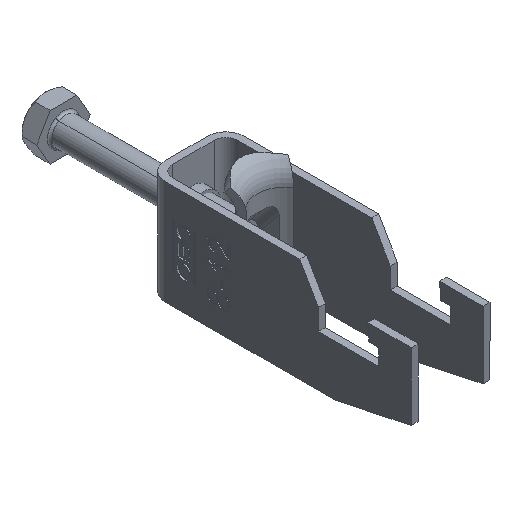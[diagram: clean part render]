
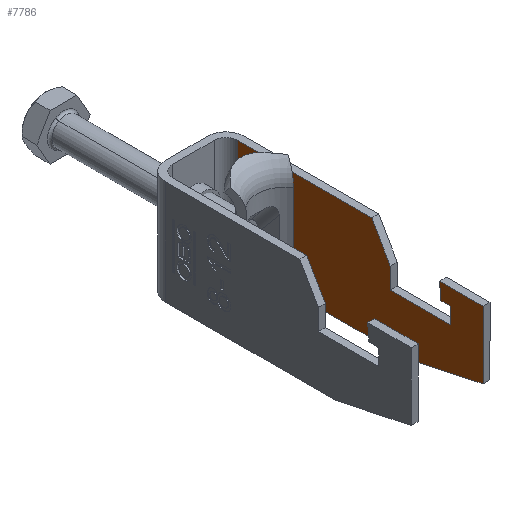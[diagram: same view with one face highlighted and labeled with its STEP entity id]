
A CAD part, isometric view. The second image highlights one B-rep face of the part: STEP entity #7786.
In plain terms, the highlighted planar face has unit normal (-1, 0, 0).
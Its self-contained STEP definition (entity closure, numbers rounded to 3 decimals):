
#23 = CARTESIAN_POINT ( 'NONE',  ( 7., -32.959, 11.25 ) ) ;
#132 = VERTEX_POINT ( 'NONE', #6079 ) ;
#188 = LINE ( 'NONE', #6185, #4446 ) ;
#322 = DIRECTION ( 'NONE',  ( 0., 1., 0. ) ) ;
#494 = VECTOR ( 'NONE', #7168, 1000. ) ;
#665 = VECTOR ( 'NONE', #2660, 1000. ) ;
#743 = FACE_OUTER_BOUND ( 'NONE', #6814, .T. ) ;
#769 = CARTESIAN_POINT ( 'NONE',  ( 7., -4., -11.25 ) ) ;
#885 = LINE ( 'NONE', #8579, #3338 ) ;
#1005 = ORIENTED_EDGE ( 'NONE', *, *, #5491, .T. ) ;
#1054 = CARTESIAN_POINT ( 'NONE',  ( 7., -40.642, -11.25 ) ) ;
#1065 = LINE ( 'NONE', #2551, #494 ) ;
#1163 = CARTESIAN_POINT ( 'NONE',  ( 7., -58.712, -33.356 ) ) ;
#1252 = VERTEX_POINT ( 'NONE', #7099 ) ;
#1260 = LINE ( 'NONE', #6777, #4752 ) ;
#1261 = ORIENTED_EDGE ( 'NONE', *, *, #8341, .T. ) ;
#1493 = VECTOR ( 'NONE', #7216, 1000. ) ;
#1669 = EDGE_CURVE ( 'NONE', #3617, #1825, #8246, .T. ) ;
#1680 = VERTEX_POINT ( 'NONE', #5256 ) ;
#1692 = VERTEX_POINT ( 'NONE', #3027 ) ;
#1734 = DIRECTION ( 'NONE',  ( 0., 1., 0. ) ) ;
#1825 = VERTEX_POINT ( 'NONE', #8765 ) ;
#1835 = DIRECTION ( 'NONE',  ( -1., 0., 0. ) ) ;
#2090 = VECTOR ( 'NONE', #6218, 1000. ) ;
#2517 = VERTEX_POINT ( 'NONE', #8643 ) ;
#2551 = CARTESIAN_POINT ( 'NONE',  ( 7., -97., -11.25 ) ) ;
#2557 = LINE ( 'NONE', #1163, #665 ) ;
#2660 = DIRECTION ( 'NONE',  ( 0., 0.5, 0.866 ) ) ;
#2843 = CARTESIAN_POINT ( 'NONE',  ( 7., -97., 3.25 ) ) ;
#2937 = EDGE_CURVE ( 'NONE', #2517, #1680, #4913, .T. ) ;
#3000 = DIRECTION ( 'NONE',  ( 0., -0.978, 0.208 ) ) ;
#3027 = CARTESIAN_POINT ( 'NONE',  ( 7., -37., 4.25 ) ) ;
#3044 = DIRECTION ( 'NONE',  ( 0., 1., 0. ) ) ;
#3160 = ORIENTED_EDGE ( 'NONE', *, *, #5273, .T. ) ;
#3338 = VECTOR ( 'NONE', #7732, 1000. ) ;
#3617 = VERTEX_POINT ( 'NONE', #8587 ) ;
#3764 = CARTESIAN_POINT ( 'NONE',  ( 7., -49.538, -15.402 ) ) ;
#4019 = VECTOR ( 'NONE', #8612, 1000. ) ;
#4211 = DIRECTION ( 'NONE',  ( 0., -1., 0. ) ) ;
#4284 = DIRECTION ( 'NONE',  ( 0., 0., -1. ) ) ;
#4446 = VECTOR ( 'NONE', #1734, 1000. ) ;
#4458 = DIRECTION ( 'NONE',  ( 0., -0.087, -0.996 ) ) ;
#4646 = VECTOR ( 'NONE', #3044, 1000. ) ;
#4752 = VECTOR ( 'NONE', #4284, 1000. ) ;
#4891 = ORIENTED_EDGE ( 'NONE', *, *, #5079, .T. ) ;
#4902 = CARTESIAN_POINT ( 'NONE',  ( 7., -57., -7.773 ) ) ;
#4913 = LINE ( 'NONE', #6501, #1493 ) ;
#4929 = VECTOR ( 'NONE', #3000, 1000. ) ;
#5079 = EDGE_CURVE ( 'NONE', #5339, #2517, #1260, .T. ) ;
#5232 = CARTESIAN_POINT ( 'NONE',  ( 7., -94.564, 0.211 ) ) ;
#5256 = CARTESIAN_POINT ( 'NONE',  ( 7., -37., -0.25 ) ) ;
#5268 = VECTOR ( 'NONE', #4458, 1000. ) ;
#5273 = EDGE_CURVE ( 'NONE', #1680, #1692, #9353, .T. ) ;
#5339 = VERTEX_POINT ( 'NONE', #6714 ) ;
#5447 = VECTOR ( 'NONE', #4211, 1000. ) ;
#5451 = CARTESIAN_POINT ( 'NONE',  ( 7., -4., 11.25 ) ) ;
#5491 = EDGE_CURVE ( 'NONE', #132, #3617, #6767, .T. ) ;
#5603 = EDGE_CURVE ( 'NONE', #1825, #5339, #6557, .T. ) ;
#6079 = CARTESIAN_POINT ( 'NONE',  ( 7., -57., 6.75 ) ) ;
#6185 = CARTESIAN_POINT ( 'NONE',  ( 7., -97., 11.25 ) ) ;
#6218 = DIRECTION ( 'NONE',  ( 0., 0., 1. ) ) ;
#6455 = VERTEX_POINT ( 'NONE', #1054 ) ;
#6501 = CARTESIAN_POINT ( 'NONE',  ( 7., -97., -0.25 ) ) ;
#6557 = LINE ( 'NONE', #2843, #5447 ) ;
#6714 = CARTESIAN_POINT ( 'NONE',  ( 7., -50., 3.25 ) ) ;
#6728 = VERTEX_POINT ( 'NONE', #5451 ) ;
#6767 = LINE ( 'NONE', #9139, #4646 ) ;
#6777 = CARTESIAN_POINT ( 'NONE',  ( 7., -50., -11.25 ) ) ;
#6814 = EDGE_LOOP ( 'NONE', ( #8229, #1261, #6940, #1005, #7910, #8859, #4891, #8213, #3160, #8050, #8373, #9653 ) ) ;
#6879 = EDGE_CURVE ( 'NONE', #1252, #6728, #7666, .T. ) ;
#6937 = VERTEX_POINT ( 'NONE', #23 ) ;
#6940 = ORIENTED_EDGE ( 'NONE', *, *, #7946, .T. ) ;
#7099 = CARTESIAN_POINT ( 'NONE',  ( 7., -4., -11.25 ) ) ;
#7131 = PLANE ( 'NONE',  #7780 ) ;
#7168 = DIRECTION ( 'NONE',  ( 0., 1., 0. ) ) ;
#7216 = DIRECTION ( 'NONE',  ( 0., 1., 0. ) ) ;
#7666 = LINE ( 'NONE', #769, #2090 ) ;
#7732 = DIRECTION ( 'NONE',  ( 0., 0., 1. ) ) ;
#7780 = AXIS2_PLACEMENT_3D ( 'NONE', #8621, #1835, #322 ) ;
#7786 = ADVANCED_FACE ( 'NONE', ( #743 ), #7131, .T. ) ;
#7910 = ORIENTED_EDGE ( 'NONE', *, *, #1669, .T. ) ;
#7911 = EDGE_CURVE ( 'NONE', #6937, #6728, #188, .T. ) ;
#7946 = EDGE_CURVE ( 'NONE', #9072, #132, #885, .T. ) ;
#8050 = ORIENTED_EDGE ( 'NONE', *, *, #8777, .T. ) ;
#8169 = LINE ( 'NONE', #5232, #4929 ) ;
#8213 = ORIENTED_EDGE ( 'NONE', *, *, #2937, .T. ) ;
#8229 = ORIENTED_EDGE ( 'NONE', *, *, #8519, .F. ) ;
#8246 = LINE ( 'NONE', #3764, #5268 ) ;
#8341 = EDGE_CURVE ( 'NONE', #6455, #9072, #8169, .T. ) ;
#8373 = ORIENTED_EDGE ( 'NONE', *, *, #7911, .T. ) ;
#8519 = EDGE_CURVE ( 'NONE', #6455, #1252, #1065, .T. ) ;
#8579 = CARTESIAN_POINT ( 'NONE',  ( 7., -57., -11.25 ) ) ;
#8587 = CARTESIAN_POINT ( 'NONE',  ( 7., -47.6, 6.75 ) ) ;
#8612 = DIRECTION ( 'NONE',  ( 0., 0., 1. ) ) ;
#8621 = CARTESIAN_POINT ( 'NONE',  ( 7., -97., -11.25 ) ) ;
#8643 = CARTESIAN_POINT ( 'NONE',  ( 7., -50., -0.25 ) ) ;
#8751 = CARTESIAN_POINT ( 'NONE',  ( 7., -37., -11.25 ) ) ;
#8765 = CARTESIAN_POINT ( 'NONE',  ( 7., -47.906, 3.25 ) ) ;
#8777 = EDGE_CURVE ( 'NONE', #1692, #6937, #2557, .T. ) ;
#8859 = ORIENTED_EDGE ( 'NONE', *, *, #5603, .T. ) ;
#9072 = VERTEX_POINT ( 'NONE', #4902 ) ;
#9139 = CARTESIAN_POINT ( 'NONE',  ( 7., -97., 6.75 ) ) ;
#9353 = LINE ( 'NONE', #8751, #4019 ) ;
#9653 = ORIENTED_EDGE ( 'NONE', *, *, #6879, .F. ) ;
